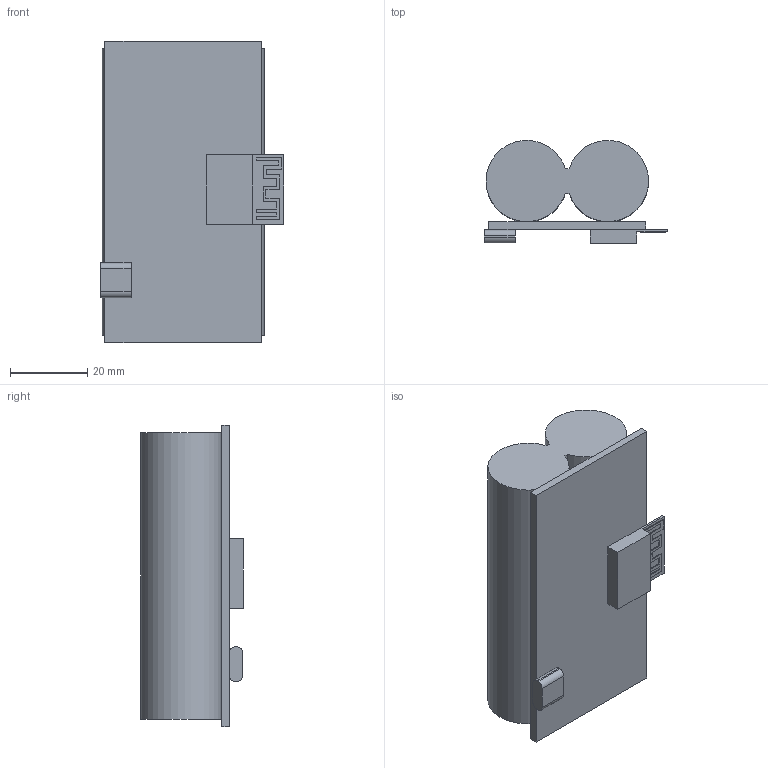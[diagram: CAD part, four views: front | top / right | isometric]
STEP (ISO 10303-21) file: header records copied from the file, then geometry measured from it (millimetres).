
FILE_DESCRIPTION(/* description */ (''),/* implementation_level */ '2;1');
FILE_NAME(/* name */ 'Gnome C3V1 v1.step',/* time_stamp */ '2024-10-22T14:19:33-03:00',/* author */ (''),/* organization */ (''),/* preprocessor_version */ 'ST-DEVELOPER v20',/* originating_system */ 'Autodesk Translation Framework v13.20.0.188',/* authorisation */ '');
FILE_SCHEMA (('AUTOMOTIVE_DESIGN { 1 0 10303 214 3 1 1 }'));
Length unit declared in the file: millimetre
Products named in the file (1): Gnome C3V1
Bounding box: 47.4 x 26.58 x 78 mm (x, y, z)
Volume: 58836.9 mm3; surface area: 18330.4 mm2
Topology: 4 solids, 4 shells, 59 faces, 150 edges, 100 vertices
Faces by surface type: plane 53, cylinder 6
Entity records: 1815 total; most frequent: CARTESIAN_POINT 310, ORIENTED_EDGE 300, DIRECTION 282, EDGE_CURVE 150, LINE 138, VECTOR 138, VERTEX_POINT 100, AXIS2_PLACEMENT_3D 72
